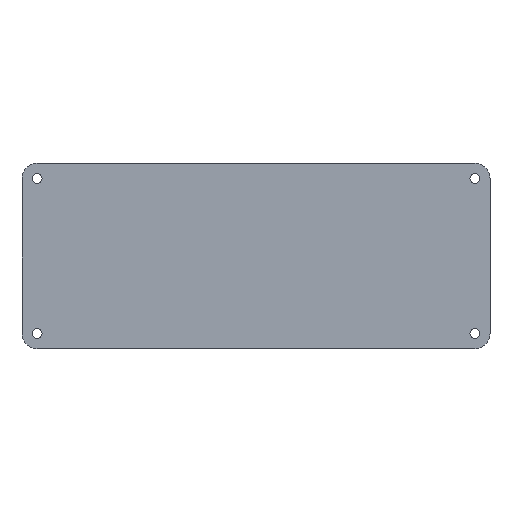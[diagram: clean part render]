
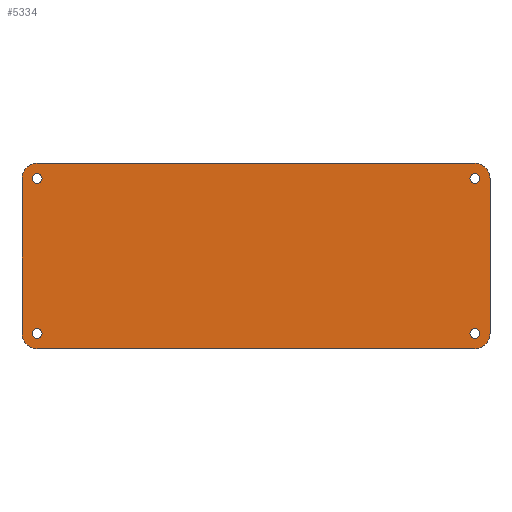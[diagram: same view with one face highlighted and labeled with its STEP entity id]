
A CAD part, top view. The second image highlights one B-rep face of the part: STEP entity #5334.
In plain terms, the highlighted planar face has unit normal (0, 0, 1).
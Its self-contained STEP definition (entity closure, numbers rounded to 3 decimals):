
#45=FACE_BOUND('',#1249,.T.);
#46=FACE_BOUND('',#1250,.T.);
#47=FACE_BOUND('',#1251,.T.);
#48=FACE_BOUND('',#1252,.T.);
#640=PLANE('',#5503);
#929=FACE_OUTER_BOUND('',#1248,.T.);
#1248=EDGE_LOOP('',(#5013,#5014,#5015,#5016,#5017,#5018,#5019,#5020));
#1249=EDGE_LOOP('',(#5021));
#1250=EDGE_LOOP('',(#5022));
#1251=EDGE_LOOP('',(#5023));
#1252=EDGE_LOOP('',(#5024));
#1256=LINE('',#6272,#1699);
#1260=LINE('',#6284,#1703);
#1685=LINE('',#10487,#2128);
#1688=LINE('',#10494,#2131);
#1699=VECTOR('',#5517,10.);
#1703=VECTOR('',#5529,10.);
#2128=VECTOR('',#6190,10.);
#2131=VECTOR('',#6199,10.);
#2140=CIRCLE('',#5351,5.);
#2142=CIRCLE('',#5355,5.);
#2150=CIRCLE('',#5474,5.);
#2151=CIRCLE('',#5477,5.);
#2160=CIRCLE('',#5496,1.6);
#2161=CIRCLE('',#5498,1.6);
#2162=CIRCLE('',#5500,1.6);
#2163=CIRCLE('',#5502,1.6);
#2164=VERTEX_POINT('',#6262);
#2165=VERTEX_POINT('',#6263);
#2168=VERTEX_POINT('',#6271);
#2170=VERTEX_POINT('',#6277);
#2172=VERTEX_POINT('',#6283);
#2671=VERTEX_POINT('',#10482);
#2672=VERTEX_POINT('',#10486);
#2673=VERTEX_POINT('',#10490);
#2682=VERTEX_POINT('',#10524);
#2683=VERTEX_POINT('',#10528);
#2684=VERTEX_POINT('',#10532);
#2685=VERTEX_POINT('',#10536);
#2686=EDGE_CURVE('',#2164,#2165,#2140,.T.);
#2690=EDGE_CURVE('',#2165,#2168,#1256,.T.);
#2693=EDGE_CURVE('',#2168,#2170,#2142,.T.);
#2696=EDGE_CURVE('',#2170,#2172,#1260,.T.);
#3442=EDGE_CURVE('',#2172,#2671,#2150,.T.);
#3444=EDGE_CURVE('',#2671,#2672,#1685,.T.);
#3446=EDGE_CURVE('',#2672,#2673,#2151,.T.);
#3448=EDGE_CURVE('',#2673,#2164,#1688,.T.);
#3461=EDGE_CURVE('',#2682,#2682,#2160,.T.);
#3463=EDGE_CURVE('',#2683,#2683,#2161,.T.);
#3465=EDGE_CURVE('',#2684,#2684,#2162,.T.);
#3467=EDGE_CURVE('',#2685,#2685,#2163,.T.);
#5013=ORIENTED_EDGE('',*,*,#2696,.F.);
#5014=ORIENTED_EDGE('',*,*,#2693,.F.);
#5015=ORIENTED_EDGE('',*,*,#2690,.F.);
#5016=ORIENTED_EDGE('',*,*,#2686,.F.);
#5017=ORIENTED_EDGE('',*,*,#3448,.F.);
#5018=ORIENTED_EDGE('',*,*,#3446,.F.);
#5019=ORIENTED_EDGE('',*,*,#3444,.F.);
#5020=ORIENTED_EDGE('',*,*,#3442,.F.);
#5021=ORIENTED_EDGE('',*,*,#3463,.F.);
#5022=ORIENTED_EDGE('',*,*,#3465,.F.);
#5023=ORIENTED_EDGE('',*,*,#3461,.F.);
#5024=ORIENTED_EDGE('',*,*,#3467,.F.);
#5334=ADVANCED_FACE('',(#929,#45,#46,#47,#48),#640,.T.);
#5351=AXIS2_PLACEMENT_3D('',#6264,#5509,#5510);
#5355=AXIS2_PLACEMENT_3D('',#6278,#5522,#5523);
#5474=AXIS2_PLACEMENT_3D('',#10483,#6185,#6186);
#5477=AXIS2_PLACEMENT_3D('',#10491,#6194,#6195);
#5496=AXIS2_PLACEMENT_3D('',#10525,#6238,#6239);
#5498=AXIS2_PLACEMENT_3D('',#10529,#6243,#6244);
#5500=AXIS2_PLACEMENT_3D('',#10533,#6248,#6249);
#5502=AXIS2_PLACEMENT_3D('',#10537,#6253,#6254);
#5503=AXIS2_PLACEMENT_3D('',#10539,#6256,#6257);
#5509=DIRECTION('center_axis',(0.,0.,-1.));
#5510=DIRECTION('ref_axis',(-0.707,-0.707,0.));
#5517=DIRECTION('',(0.,1.,0.));
#5522=DIRECTION('center_axis',(0.,0.,-1.));
#5523=DIRECTION('ref_axis',(-0.707,0.707,0.));
#5529=DIRECTION('',(1.,0.,0.));
#6185=DIRECTION('center_axis',(0.,0.,-1.));
#6186=DIRECTION('ref_axis',(0.707,0.707,0.));
#6190=DIRECTION('',(0.,-1.,0.));
#6194=DIRECTION('center_axis',(0.,0.,-1.));
#6195=DIRECTION('ref_axis',(0.707,-0.707,0.));
#6199=DIRECTION('',(-1.,0.,0.));
#6238=DIRECTION('center_axis',(0.,0.,1.));
#6239=DIRECTION('ref_axis',(1.,0.,0.));
#6243=DIRECTION('center_axis',(0.,0.,1.));
#6244=DIRECTION('ref_axis',(1.,0.,0.));
#6248=DIRECTION('center_axis',(0.,0.,1.));
#6249=DIRECTION('ref_axis',(1.,0.,0.));
#6253=DIRECTION('center_axis',(0.,0.,1.));
#6254=DIRECTION('ref_axis',(1.,0.,0.));
#6256=DIRECTION('center_axis',(0.,0.,1.));
#6257=DIRECTION('ref_axis',(1.,0.,0.));
#6262=CARTESIAN_POINT('',(-5.,-10.,3.));
#6263=CARTESIAN_POINT('',(-10.,-5.,3.));
#6264=CARTESIAN_POINT('Origin',(-5.,-5.,3.));
#6271=CARTESIAN_POINT('',(-10.,46.,3.));
#6272=CARTESIAN_POINT('',(-10.,35.75,3.));
#6277=CARTESIAN_POINT('',(-5.,51.,3.));
#6278=CARTESIAN_POINT('Origin',(-5.,46.,3.));
#6283=CARTESIAN_POINT('',(139.,51.,3.));
#6284=CARTESIAN_POINT('',(105.5,51.,3.));
#10482=CARTESIAN_POINT('',(144.,46.,3.));
#10483=CARTESIAN_POINT('Origin',(139.,46.,3.));
#10486=CARTESIAN_POINT('',(144.,-5.,3.));
#10487=CARTESIAN_POINT('',(144.,5.25,3.));
#10490=CARTESIAN_POINT('',(139.,-10.,3.));
#10491=CARTESIAN_POINT('Origin',(139.,-5.,3.));
#10494=CARTESIAN_POINT('',(28.5,-10.,3.));
#10524=CARTESIAN_POINT('',(137.4,-5.,3.));
#10525=CARTESIAN_POINT('Origin',(139.,-5.,3.));
#10528=CARTESIAN_POINT('',(137.4,46.,3.));
#10529=CARTESIAN_POINT('Origin',(139.,46.,3.));
#10532=CARTESIAN_POINT('',(-6.6,-5.,3.));
#10533=CARTESIAN_POINT('Origin',(-5.,-5.,3.));
#10536=CARTESIAN_POINT('',(-6.6,46.,3.));
#10537=CARTESIAN_POINT('Origin',(-5.,46.,3.));
#10539=CARTESIAN_POINT('Origin',(67.,20.5,3.));
